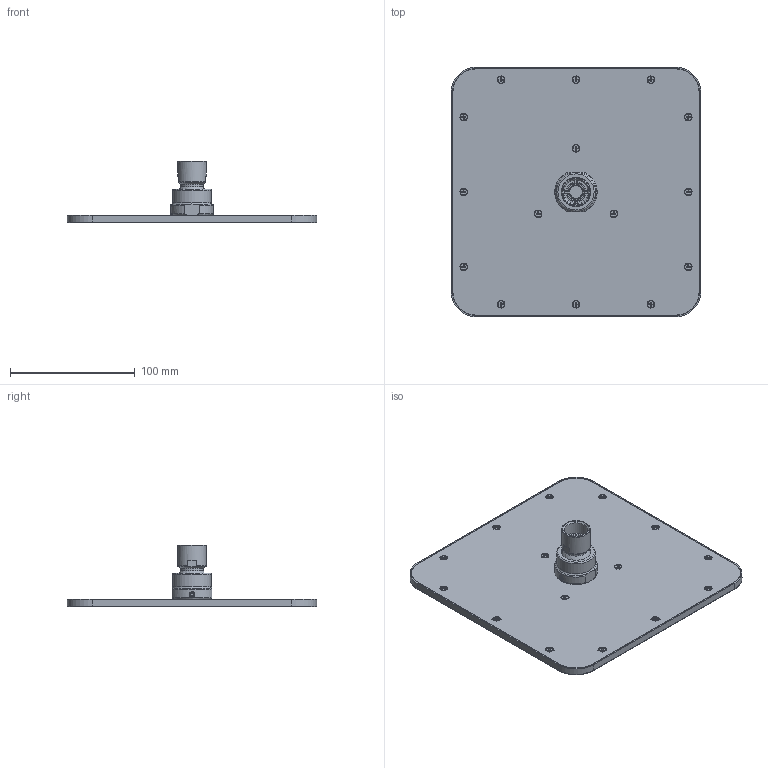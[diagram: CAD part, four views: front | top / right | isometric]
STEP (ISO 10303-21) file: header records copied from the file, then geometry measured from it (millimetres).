
FILE_DESCRIPTION(/* description */ (''),/* implementation_level */ '2;1');
FILE_NAME(/* name */ 'b55892cb-b31e-4355-9eba-53d89961339a.stp',/* time_stamp */ '2020-06-30T09:17:47+00:00',/* author */ (''),/* organization */ (''),/* preprocessor_version */ 'ST-DEVELOPER v18.1',/* originating_system */ 'Autodesk Translation Framework v9.3.0.1241',/* authorisation */ '');
FILE_SCHEMA (('AUTOMOTIVE_DESIGN { 1 0 10303 214 3 1 1 }'));
Length unit declared in the file: millimetre
Products named in the file (1): !WG220OBL
Bounding box: 200 x 200 x 49.5 mm (x, y, z)
Volume: 87046.8 mm3; surface area: 177343.8 mm2
Topology: 35 solids, 35 shells, 845 faces, 2111 edges, 1385 vertices
Faces by surface type: plane 329, cylinder 306, cone 117, bspline 50, torus 42, sphere 1
Full cylindrical faces by diameter (mm): 0.7 x15, 2.5 x15, 3 x15, 3.2 x2, 4 x1, 4.2 x100, 5 x15, 5.5 x15, 6 x15, 10 x1, 11 x1, 13 x1, 14 x1, 15.9 x1, 18 x1, 19 x1, 23 x1, 23.6 x1, 26 x1, 26.75 x8, 29.2 x1, 31 x1
Entity records: 36095 total; most frequent: CARTESIAN_POINT 15166, DIRECTION 4369, ORIENTED_EDGE 4186, EDGE_CURVE 2093, AXIS2_PLACEMENT_3D 1696, VERTEX_POINT 1385, EDGE_LOOP 1152, LINE 977
